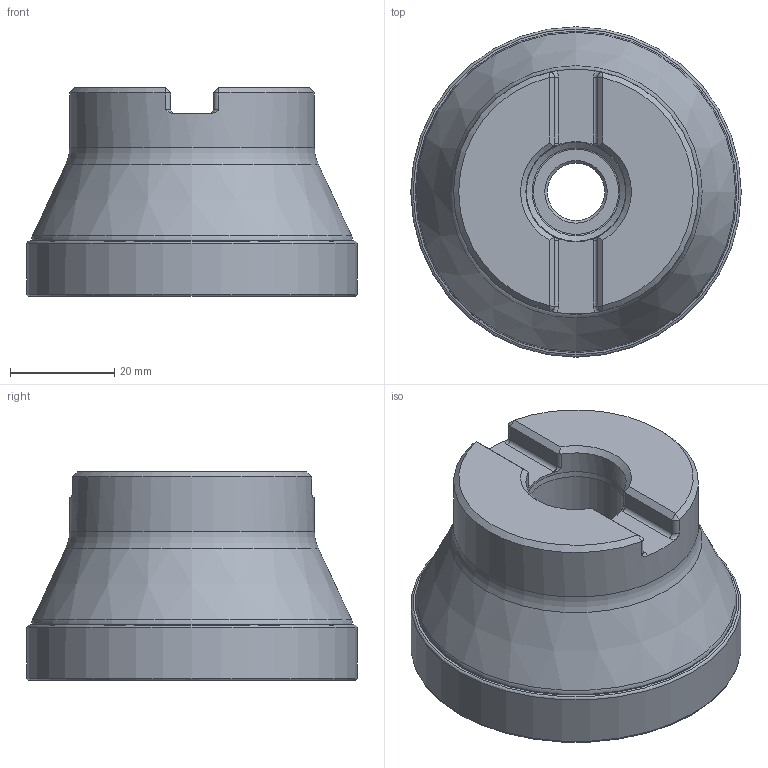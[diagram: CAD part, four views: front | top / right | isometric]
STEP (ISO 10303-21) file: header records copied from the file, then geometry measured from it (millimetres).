
FILE_DESCRIPTION(/* description */ (''),/* implementation_level */ '2;1');
FILE_NAME(/* name */ '202737858ndi000_00.stp',/* time_stamp */ '2019-12-04T08:43:33+01:00',/* author */ (''),/* organization */ (''),/* preprocessor_version */ 'ST-DEVELOPER v16.7',/* originating_system */ 'SIEMENS PLM Software NX 12.0',/* authorisation */ '');
FILE_SCHEMA (('AUTOMOTIVE_DESIGN { 1 0 10303 214 3 1 1 1 }'));
Length unit declared in the file: millimetre
Products named in the file (1): mp5418A4A6D7z7ns
Bounding box: 63.39 x 63.39 x 40 mm (x, y, z)
Volume: 87999.2 mm3; surface area: 19283 mm2
Topology: 2 solids, 2 shells, 100 faces, 232 edges, 132 vertices
Faces by surface type: cylinder 28, cone 22, torus 18, revolution 16, plane 16
Full cylindrical faces by diameter (mm): 11 x1, 16 x1, 19.056 x1, 19.25 x1, 47 x1, 61.589 x1
Entity records: 2880 total; most frequent: CARTESIAN_POINT 820, DIRECTION 428, ORIENTED_EDGE 350, AXIS2_PLACEMENT_3D 184, EDGE_CURVE 175, EDGE_LOOP 150, VERTEX_POINT 125, ADVANCED_FACE 100
